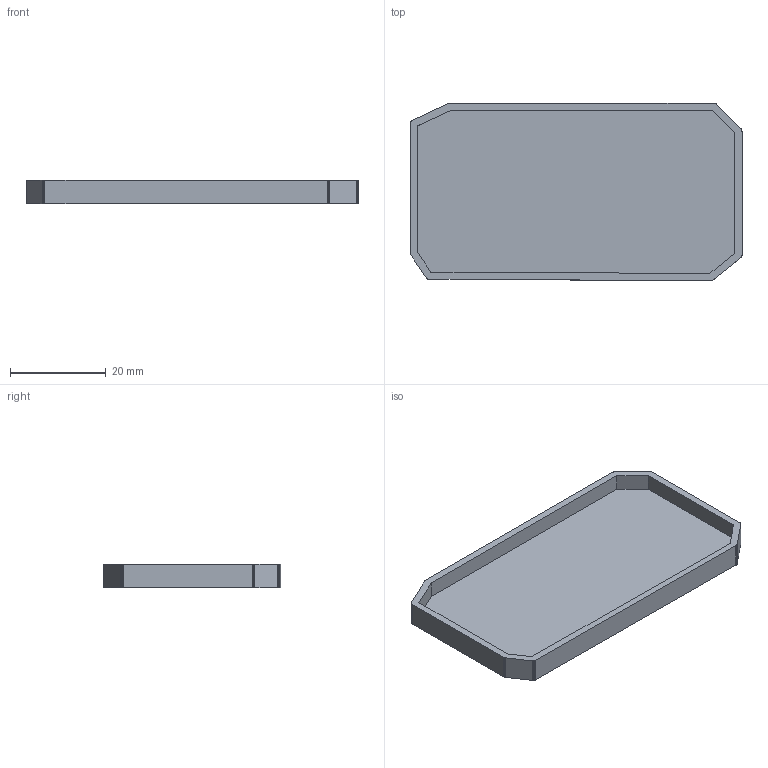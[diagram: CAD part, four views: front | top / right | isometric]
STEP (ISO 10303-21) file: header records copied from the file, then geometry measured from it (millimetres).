
FILE_DESCRIPTION(('Designed by EasyEDA Pro'),'2;1');
FILE_NAME('Open CASCADE Shape Model','2025-07-06T19:22:08',('Author'),( 'Open CASCADE'),'Open CASCADE STEP processor 7.8','Open CASCADE 7.8' ,'Unknown');
FILE_SCHEMA(('AUTOMOTIVE_DESIGN { 1 0 10303 214 1 1 1 1 }'));
Length unit declared in the file: millimetre
Products named in the file (1): Open CASCADE STEP translator 7.8 2
Bounding box: 69.45 x 37.06 x 5 mm (x, y, z)
Volume: 4792.4 mm3; surface area: 6690.2 mm2
Topology: 1 solids, 1 shells, 113 faces, 330 edges, 220 vertices
Faces by surface type: bspline 113
Entity records: 6974 total; most frequent: CARTESIAN_POINT 2653, B_SPLINE_CURVE_WITH_KNOTS 990, ORIENTED_EDGE 660, PCURVE 660, DEFINITIONAL_REPRESENTATION 660, EDGE_CURVE 330, SURFACE_CURVE 330, VERTEX_POINT 220
